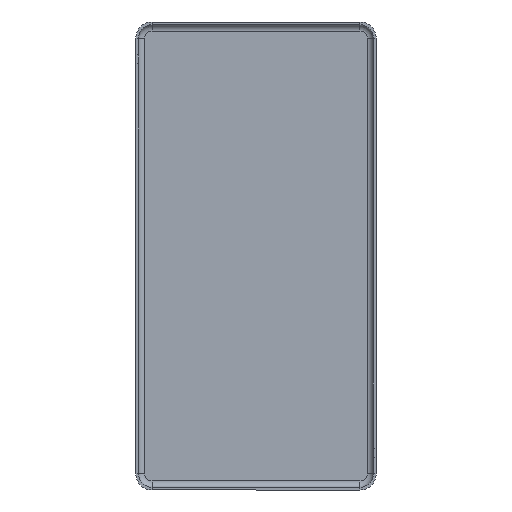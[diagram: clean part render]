
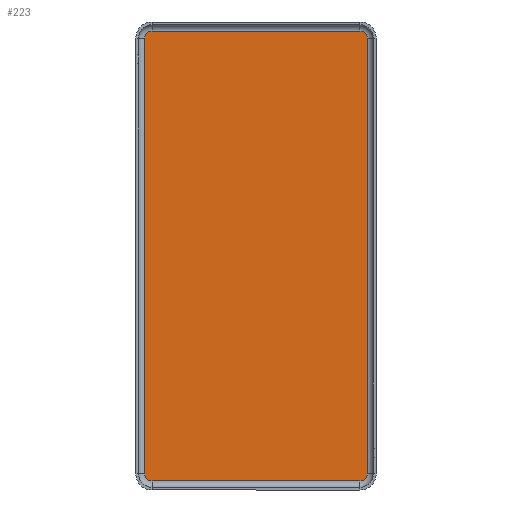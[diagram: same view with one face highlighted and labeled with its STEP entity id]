
A CAD part, front view. The second image highlights one B-rep face of the part: STEP entity #223.
In plain terms, the highlighted planar face has unit normal (0, -1, 0).
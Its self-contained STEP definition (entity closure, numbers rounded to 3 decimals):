
#7 = CARTESIAN_POINT ( 'NONE',  ( -11.55, -0.3, -25. ) ) ;
#11 = CARTESIAN_POINT ( 'NONE',  ( -12.35, -0.3, 24.2 ) ) ;
#56 = VERTEX_POINT ( 'NONE', #381 ) ;
#75 = CARTESIAN_POINT ( 'NONE',  ( -11.55, -0.3, 25. ) ) ;
#133 = CARTESIAN_POINT ( 'NONE',  ( 11.55, -0.3, 25. ) ) ;
#222 = AXIS2_PLACEMENT_3D ( 'NONE', #1409, #430, #1197 ) ;
#223 = ADVANCED_FACE ( 'NONE', ( #691 ), #952, .T. ) ;
#264 = ORIENTED_EDGE ( 'NONE', *, *, #1297, .F. ) ;
#300 = DIRECTION ( 'NONE',  ( 0., 0., -1. ) ) ;
#310 = DIRECTION ( 'NONE',  ( 0., 1., 0. ) ) ;
#356 = VECTOR ( 'NONE', #930, 1000. ) ;
#359 = EDGE_CURVE ( 'NONE', #625, #863, #1313, .T. ) ;
#381 = CARTESIAN_POINT ( 'NONE',  ( 11.55, -0.3, -25. ) ) ;
#396 = AXIS2_PLACEMENT_3D ( 'NONE', #1063, #825, #300 ) ;
#399 = DIRECTION ( 'NONE',  ( 1., 0., 0. ) ) ;
#430 = DIRECTION ( 'NONE',  ( 0., 1., 0. ) ) ;
#460 = ORIENTED_EDGE ( 'NONE', *, *, #540, .F. ) ;
#480 = EDGE_CURVE ( 'NONE', #686, #1049, #608, .T. ) ;
#483 = DIRECTION ( 'NONE',  ( 0., 0., -1. ) ) ;
#488 = CARTESIAN_POINT ( 'NONE',  ( 11.55, -0.3, -25. ) ) ;
#524 = DIRECTION ( 'NONE',  ( 0., 0., 1. ) ) ;
#540 = EDGE_CURVE ( 'NONE', #1049, #812, #770, .T. ) ;
#548 = CARTESIAN_POINT ( 'NONE',  ( 12.35, -0.3, 24.2 ) ) ;
#608 = LINE ( 'NONE', #887, #979 ) ;
#625 = VERTEX_POINT ( 'NONE', #133 ) ;
#626 = ORIENTED_EDGE ( 'NONE', *, *, #359, .F. ) ;
#639 = CARTESIAN_POINT ( 'NONE',  ( 12.35, -0.3, -24.2 ) ) ;
#686 = VERTEX_POINT ( 'NONE', #1374 ) ;
#691 = FACE_OUTER_BOUND ( 'NONE', #897, .T. ) ;
#717 = AXIS2_PLACEMENT_3D ( 'NONE', #1125, #1256, #912 ) ;
#764 = AXIS2_PLACEMENT_3D ( 'NONE', #1309, #968, #524 ) ;
#770 = CIRCLE ( 'NONE', #717, 0.8 ) ;
#772 = EDGE_CURVE ( 'NONE', #1037, #686, #931, .T. ) ;
#789 = CARTESIAN_POINT ( 'NONE',  ( 12.35, -0.3, 24.2 ) ) ;
#812 = VERTEX_POINT ( 'NONE', #1312 ) ;
#825 = DIRECTION ( 'NONE',  ( 0., -1., 0. ) ) ;
#863 = VERTEX_POINT ( 'NONE', #548 ) ;
#885 = VECTOR ( 'NONE', #483, 1000. ) ;
#887 = CARTESIAN_POINT ( 'NONE',  ( -12.35, -0.3, -24.2 ) ) ;
#897 = EDGE_LOOP ( 'NONE', ( #626, #1318, #460, #1227, #934, #264, #1365, #971 ) ) ;
#912 = DIRECTION ( 'NONE',  ( 0., 0., 1. ) ) ;
#926 = EDGE_CURVE ( 'NONE', #1354, #56, #1304, .T. ) ;
#930 = DIRECTION ( 'NONE',  ( -1., 0., 0. ) ) ;
#931 = CIRCLE ( 'NONE', #1360, 0.8 ) ;
#934 = ORIENTED_EDGE ( 'NONE', *, *, #772, .F. ) ;
#952 = PLANE ( 'NONE',  #396 ) ;
#968 = DIRECTION ( 'NONE',  ( 0., 1., 0. ) ) ;
#971 = ORIENTED_EDGE ( 'NONE', *, *, #1154, .F. ) ;
#979 = VECTOR ( 'NONE', #1006, 1000. ) ;
#994 = LINE ( 'NONE', #488, #356 ) ;
#1006 = DIRECTION ( 'NONE',  ( 0., 0., 1. ) ) ;
#1037 = VERTEX_POINT ( 'NONE', #7 ) ;
#1049 = VERTEX_POINT ( 'NONE', #11 ) ;
#1063 = CARTESIAN_POINT ( 'NONE',  ( 11.55, -0.3, 24.2 ) ) ;
#1076 = DIRECTION ( 'NONE',  ( 0., 0., 1. ) ) ;
#1117 = VECTOR ( 'NONE', #399, 1000. ) ;
#1125 = CARTESIAN_POINT ( 'NONE',  ( -11.55, -0.3, 24.2 ) ) ;
#1154 = EDGE_CURVE ( 'NONE', #863, #1354, #1221, .T. ) ;
#1197 = DIRECTION ( 'NONE',  ( 0., 0., 1. ) ) ;
#1221 = LINE ( 'NONE', #789, #885 ) ;
#1227 = ORIENTED_EDGE ( 'NONE', *, *, #480, .F. ) ;
#1256 = DIRECTION ( 'NONE',  ( 0., 1., 0. ) ) ;
#1297 = EDGE_CURVE ( 'NONE', #56, #1037, #994, .T. ) ;
#1304 = CIRCLE ( 'NONE', #222, 0.8 ) ;
#1309 = CARTESIAN_POINT ( 'NONE',  ( 11.55, -0.3, 24.2 ) ) ;
#1312 = CARTESIAN_POINT ( 'NONE',  ( -11.55, -0.3, 25. ) ) ;
#1313 = CIRCLE ( 'NONE', #764, 0.8 ) ;
#1318 = ORIENTED_EDGE ( 'NONE', *, *, #1343, .F. ) ;
#1343 = EDGE_CURVE ( 'NONE', #812, #625, #1412, .T. ) ;
#1354 = VERTEX_POINT ( 'NONE', #639 ) ;
#1360 = AXIS2_PLACEMENT_3D ( 'NONE', #1423, #310, #1076 ) ;
#1365 = ORIENTED_EDGE ( 'NONE', *, *, #926, .F. ) ;
#1374 = CARTESIAN_POINT ( 'NONE',  ( -12.35, -0.3, -24.2 ) ) ;
#1409 = CARTESIAN_POINT ( 'NONE',  ( 11.55, -0.3, -24.2 ) ) ;
#1412 = LINE ( 'NONE', #75, #1117 ) ;
#1423 = CARTESIAN_POINT ( 'NONE',  ( -11.55, -0.3, -24.2 ) ) ;
